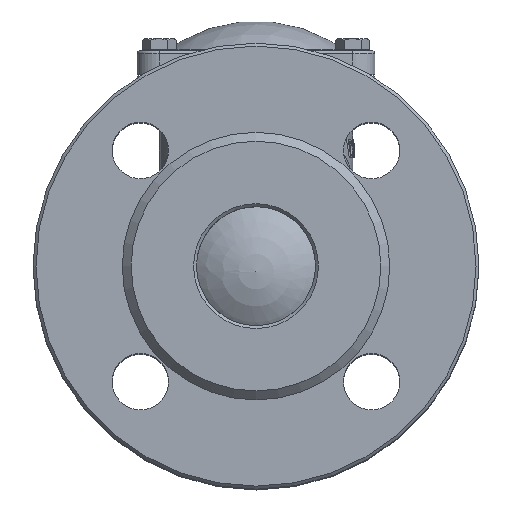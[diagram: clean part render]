
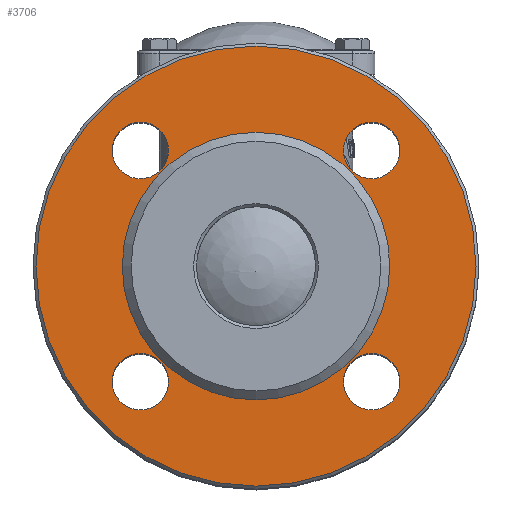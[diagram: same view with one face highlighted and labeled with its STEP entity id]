
A CAD part, top view. The second image highlights one B-rep face of the part: STEP entity #3706.
In plain terms, the highlighted planar face has unit normal (0, 0, 1).
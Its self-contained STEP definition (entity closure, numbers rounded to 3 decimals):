
#319=FACE_BOUND('',#1197,.T.);
#320=FACE_BOUND('',#1198,.T.);
#321=FACE_BOUND('',#1199,.T.);
#322=FACE_BOUND('',#1200,.T.);
#323=FACE_BOUND('',#1201,.T.);
#380=PLANE('',#4121);
#946=FACE_OUTER_BOUND('',#1196,.T.);
#1196=EDGE_LOOP('',(#3235));
#1197=EDGE_LOOP('',(#3236));
#1198=EDGE_LOOP('',(#3237));
#1199=EDGE_LOOP('',(#3238));
#1200=EDGE_LOOP('',(#3239));
#1201=EDGE_LOOP('',(#3240));
#1404=CIRCLE('',#4120,74.);
#1405=CIRCLE('',#4122,45.);
#1406=CIRCLE('',#4123,9.5);
#1407=CIRCLE('',#4124,9.5);
#1408=CIRCLE('',#4125,9.5);
#1409=CIRCLE('',#4126,9.5);
#1732=VERTEX_POINT('',#8029);
#1733=VERTEX_POINT('',#8033);
#1734=VERTEX_POINT('',#8035);
#1735=VERTEX_POINT('',#8037);
#1736=VERTEX_POINT('',#8039);
#1737=VERTEX_POINT('',#8041);
#2238=EDGE_CURVE('',#1732,#1732,#1404,.T.);
#2239=EDGE_CURVE('',#1733,#1733,#1405,.T.);
#2240=EDGE_CURVE('',#1734,#1734,#1406,.T.);
#2241=EDGE_CURVE('',#1735,#1735,#1407,.T.);
#2242=EDGE_CURVE('',#1736,#1736,#1408,.T.);
#2243=EDGE_CURVE('',#1737,#1737,#1409,.T.);
#3235=ORIENTED_EDGE('',*,*,#2238,.F.);
#3236=ORIENTED_EDGE('',*,*,#2239,.F.);
#3237=ORIENTED_EDGE('',*,*,#2240,.F.);
#3238=ORIENTED_EDGE('',*,*,#2241,.F.);
#3239=ORIENTED_EDGE('',*,*,#2242,.F.);
#3240=ORIENTED_EDGE('',*,*,#2243,.F.);
#3706=ADVANCED_FACE('',(#946,#319,#320,#321,#322,#323),#380,.F.);
#4120=AXIS2_PLACEMENT_3D('',#8031,#4932,#4933);
#4121=AXIS2_PLACEMENT_3D('',#8032,#4934,#4935);
#4122=AXIS2_PLACEMENT_3D('',#8034,#4936,#4937);
#4123=AXIS2_PLACEMENT_3D('',#8036,#4938,#4939);
#4124=AXIS2_PLACEMENT_3D('',#8038,#4940,#4941);
#4125=AXIS2_PLACEMENT_3D('',#8040,#4942,#4943);
#4126=AXIS2_PLACEMENT_3D('',#8042,#4944,#4945);
#4932=DIRECTION('center_axis',(0.,0.,-1.));
#4933=DIRECTION('ref_axis',(1.,0.,0.));
#4934=DIRECTION('center_axis',(0.,0.,-1.));
#4935=DIRECTION('ref_axis',(-1.,0.,0.));
#4936=DIRECTION('center_axis',(0.,0.,1.));
#4937=DIRECTION('ref_axis',(-1.,0.,0.));
#4938=DIRECTION('center_axis',(0.,0.,1.));
#4939=DIRECTION('ref_axis',(1.,0.,0.));
#4940=DIRECTION('center_axis',(0.,0.,1.));
#4941=DIRECTION('ref_axis',(1.,0.,0.));
#4942=DIRECTION('center_axis',(0.,0.,1.));
#4943=DIRECTION('ref_axis',(1.,0.,0.));
#4944=DIRECTION('center_axis',(0.,0.,1.));
#4945=DIRECTION('ref_axis',(1.,0.,0.));
#8029=CARTESIAN_POINT('',(-74.,0.,87.));
#8031=CARTESIAN_POINT('Origin',(0.,0.,87.));
#8032=CARTESIAN_POINT('Origin',(0.,0.,87.));
#8033=CARTESIAN_POINT('',(45.,0.,87.));
#8034=CARTESIAN_POINT('Origin',(0.,0.,87.));
#8035=CARTESIAN_POINT('',(-48.391,-38.891,87.));
#8036=CARTESIAN_POINT('Origin',(-38.891,-38.891,87.));
#8037=CARTESIAN_POINT('',(29.391,-38.891,87.));
#8038=CARTESIAN_POINT('Origin',(38.891,-38.891,87.));
#8039=CARTESIAN_POINT('',(29.391,38.891,87.));
#8040=CARTESIAN_POINT('Origin',(38.891,38.891,87.));
#8041=CARTESIAN_POINT('',(-48.391,38.891,87.));
#8042=CARTESIAN_POINT('Origin',(-38.891,38.891,87.));
